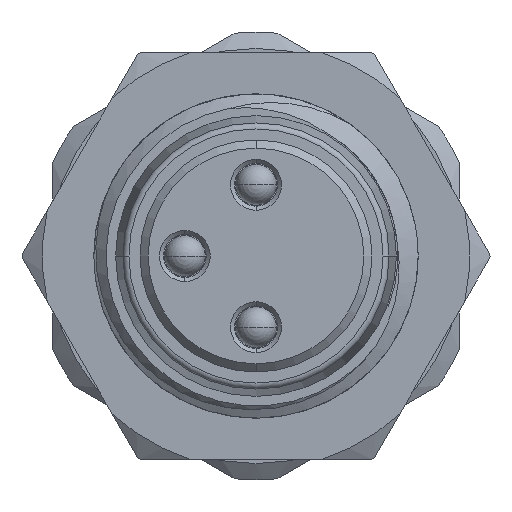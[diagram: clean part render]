
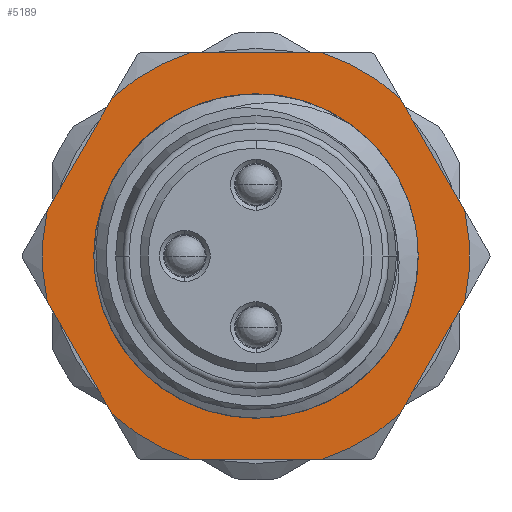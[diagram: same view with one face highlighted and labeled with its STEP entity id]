
A CAD part, left-side view. The second image highlights one B-rep face of the part: STEP entity #5189.
In plain terms, the highlighted planar face has unit normal (-1, 0, 0).
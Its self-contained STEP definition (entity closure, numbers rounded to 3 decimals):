
#1775=CARTESIAN_POINT('',(6.5,5.13,-1.114));
#1823=CARTESIAN_POINT('',(6.5,5.13,1.114));
#1903=CARTESIAN_POINT('',(6.5,-5.13,1.114));
#1951=CARTESIAN_POINT('',(6.5,-5.13,-1.114));
#2017=CARTESIAN_POINT('',(6.5,0.,0.));
#2018=DIRECTION('',(-1.,0.,0.));
#2019=DIRECTION('',(0.,0.977,0.212));
#2020=AXIS2_PLACEMENT_3D('',#2017,#2018,#2019);
#2032=CARTESIAN_POINT('',(6.5,0.,0.));
#2033=DIRECTION('',(-1.,0.,0.));
#2034=DIRECTION('',(0.,-0.977,-0.212));
#2035=AXIS2_PLACEMENT_3D('',#2032,#2033,#2034);
#2037=CARTESIAN_POINT('',(6.5,0.,0.));
#2038=DIRECTION('',(1.,0.,0.));
#2039=DIRECTION('',(0.,0.,1.));
#2040=AXIS2_PLACEMENT_3D('',#2037,#2038,#2039);
#2042=CARTESIAN_POINT('',(6.5,0.,0.));
#2043=DIRECTION('',(1.,0.,0.));
#2044=DIRECTION('',(0.,0.,-1.));
#2045=AXIS2_PLACEMENT_3D('',#2042,#2043,#2044);
#2047=DIRECTION('',(0.,-0.5,0.866));
#2048=VECTOR('',#2047,3.201);
#2049=CARTESIAN_POINT('',(6.5,5.13,1.114));
#2050=LINE('',#2049,#2048);
#2051=CARTESIAN_POINT('',(6.5,0.,0.));
#2052=DIRECTION('',(1.,0.,0.));
#2053=DIRECTION('',(0.,0.672,0.74));
#2054=AXIS2_PLACEMENT_3D('',#2051,#2052,#2053);
#2056=DIRECTION('',(0.,-1.,0.));
#2057=VECTOR('',#2056,3.201);
#2058=CARTESIAN_POINT('',(6.5,1.6,5.));
#2059=LINE('',#2058,#2057);
#2060=CARTESIAN_POINT('',(6.5,0.,0.));
#2061=DIRECTION('',(1.,0.,0.));
#2062=DIRECTION('',(0.,-0.305,0.952));
#2063=AXIS2_PLACEMENT_3D('',#2060,#2061,#2062);
#2065=DIRECTION('',(0.,-0.5,-0.866));
#2066=VECTOR('',#2065,3.201);
#2067=CARTESIAN_POINT('',(6.5,-3.53,3.886));
#2068=LINE('',#2067,#2066);
#2069=DIRECTION('',(0.,0.5,-0.866));
#2070=VECTOR('',#2069,3.201);
#2071=CARTESIAN_POINT('',(6.5,-5.13,-1.114));
#2072=LINE('',#2071,#2070);
#2073=CARTESIAN_POINT('',(6.5,0.,0.));
#2074=DIRECTION('',(1.,0.,0.));
#2075=DIRECTION('',(0.,-0.672,-0.74));
#2076=AXIS2_PLACEMENT_3D('',#2073,#2074,#2075);
#2078=DIRECTION('',(0.,1.,0.));
#2079=VECTOR('',#2078,3.201);
#2080=CARTESIAN_POINT('',(6.5,-1.6,-5.));
#2081=LINE('',#2080,#2079);
#2082=CARTESIAN_POINT('',(6.5,0.,0.));
#2083=DIRECTION('',(1.,0.,0.));
#2084=DIRECTION('',(0.,0.305,-0.952));
#2085=AXIS2_PLACEMENT_3D('',#2082,#2083,#2084);
#2087=DIRECTION('',(0.,0.5,0.866));
#2088=VECTOR('',#2087,3.201);
#2089=CARTESIAN_POINT('',(6.5,3.53,-3.886));
#2090=LINE('',#2089,#2088);
#2646=CARTESIAN_POINT('',(6.5,0.,3.55));
#2647=CARTESIAN_POINT('',(6.5,0.,-3.55));
#2648=VERTEX_POINT('',#2646);
#2649=VERTEX_POINT('',#2647);
#2802=CARTESIAN_POINT('',(6.5,3.53,3.886));
#2803=CARTESIAN_POINT('',(6.5,1.6,5.));
#2804=VERTEX_POINT('',#2802);
#2805=VERTEX_POINT('',#2803);
#2806=CARTESIAN_POINT('',(6.5,-1.6,5.));
#2807=CARTESIAN_POINT('',(6.5,-3.53,3.886));
#2808=VERTEX_POINT('',#2806);
#2809=VERTEX_POINT('',#2807);
#2810=CARTESIAN_POINT('',(6.5,-3.53,-3.886));
#2811=CARTESIAN_POINT('',(6.5,-1.6,-5.));
#2812=VERTEX_POINT('',#2810);
#2813=VERTEX_POINT('',#2811);
#2814=CARTESIAN_POINT('',(6.5,1.6,-5.));
#2815=CARTESIAN_POINT('',(6.5,3.53,-3.886));
#2816=VERTEX_POINT('',#2814);
#2817=VERTEX_POINT('',#2815);
#2838=VERTEX_POINT('',#1823);
#2852=VERTEX_POINT('',#1903);
#2858=VERTEX_POINT('',#1951);
#2872=VERTEX_POINT('',#1775);
#5164=CARTESIAN_POINT('',(6.5,0.,0.));
#5165=DIRECTION('',(1.,0.,0.));
#5166=DIRECTION('',(0.,0.,-1.));
#5167=AXIS2_PLACEMENT_3D('',#5164,#5165,#5166);
#5168=PLANE('',#5167);
#5169=ORIENTED_EDGE('',*,*,#5117,.F.);
#5170=ORIENTED_EDGE('',*,*,#4929,.T.);
#5171=ORIENTED_EDGE('',*,*,#5130,.T.);
#5172=ORIENTED_EDGE('',*,*,#4963,.T.);
#5173=ORIENTED_EDGE('',*,*,#5143,.T.);
#5174=ORIENTED_EDGE('',*,*,#4997,.T.);
#5175=ORIENTED_EDGE('',*,*,#5158,.F.);
#5176=ORIENTED_EDGE('',*,*,#5031,.T.);
#5177=ORIENTED_EDGE('',*,*,#5104,.T.);
#5178=ORIENTED_EDGE('',*,*,#5065,.T.);
#5179=ORIENTED_EDGE('',*,*,#5091,.T.);
#5180=ORIENTED_EDGE('',*,*,#4894,.T.);
#5181=EDGE_LOOP('',(#5169,#5170,#5171,#5172,#5173,#5174,#5175,#5176,#5177,#5178,
#5179,#5180));
#5182=FACE_OUTER_BOUND('',#5181,.F.);
#5184=ORIENTED_EDGE('',*,*,#5183,.F.);
#5186=ORIENTED_EDGE('',*,*,#5185,.F.);
#5187=EDGE_LOOP('',(#5184,#5186));
#5188=FACE_BOUND('',#5187,.F.);
#2021=CIRCLE('',#2020,5.25);
#2036=CIRCLE('',#2035,5.25);
#2041=CIRCLE('',#2040,3.55);
#2046=CIRCLE('',#2045,3.55);
#2055=CIRCLE('',#2054,5.25);
#2064=CIRCLE('',#2063,5.25);
#2077=CIRCLE('',#2076,5.25);
#2086=CIRCLE('',#2085,5.25);
#4894=EDGE_CURVE('',#2817,#2872,#2090,.T.);
#4929=EDGE_CURVE('',#2838,#2804,#2050,.T.);
#4963=EDGE_CURVE('',#2805,#2808,#2059,.T.);
#4997=EDGE_CURVE('',#2809,#2852,#2068,.T.);
#5031=EDGE_CURVE('',#2858,#2812,#2072,.T.);
#5065=EDGE_CURVE('',#2813,#2816,#2081,.T.);
#5091=EDGE_CURVE('',#2816,#2817,#2086,.T.);
#5104=EDGE_CURVE('',#2812,#2813,#2077,.T.);
#5117=EDGE_CURVE('',#2838,#2872,#2021,.T.);
#5130=EDGE_CURVE('',#2804,#2805,#2055,.T.);
#5143=EDGE_CURVE('',#2808,#2809,#2064,.T.);
#5158=EDGE_CURVE('',#2858,#2852,#2036,.T.);
#5183=EDGE_CURVE('',#2648,#2649,#2041,.T.);
#5185=EDGE_CURVE('',#2649,#2648,#2046,.T.);
#5189=ADVANCED_FACE('',(#5182,#5188),#5168,.F.);
